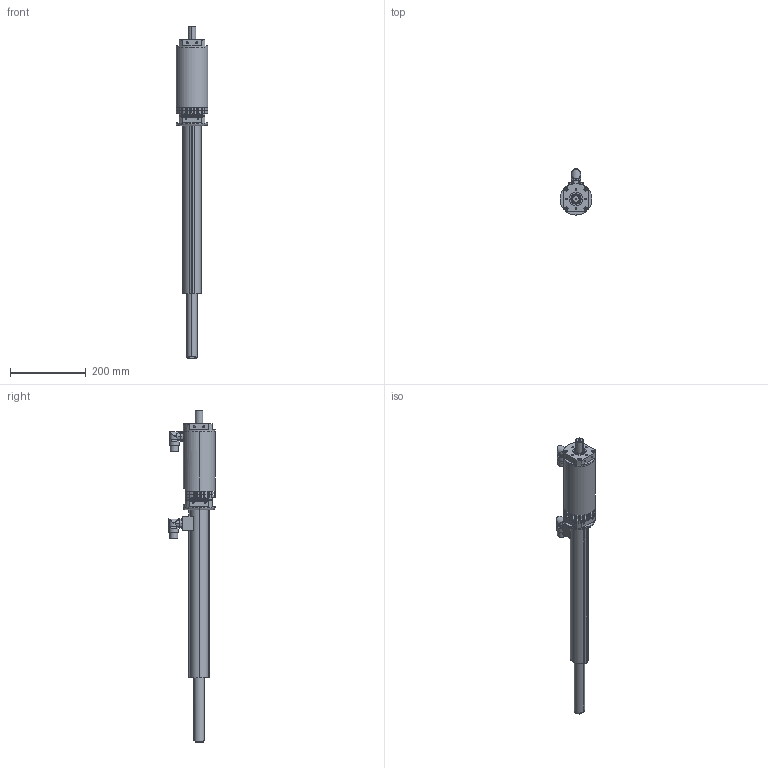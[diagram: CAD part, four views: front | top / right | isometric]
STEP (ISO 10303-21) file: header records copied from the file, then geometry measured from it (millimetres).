
FILE_DESCRIPTION (( 'STEP AP214' ), '1' );
FILE_NAME ('0186-0703_170515_PR01-84x80-C!48x360F-C-150-L.STEP', '2017-05-15T13:19:09', ( 'mittelholzer' ), ( 'Microsoft' ), 'SwSTEP 2.0', 'SolidWorks 2017', '' );
FILE_SCHEMA (( 'AUTOMOTIVE_DESIGN' ));
Length unit declared in the file: millimetre
Products named in the file (3): Läufer-Drehwelle-360-150-L; Stator-PR01-84x80-C!48x360F-C-150; 0186-0703_170515_PR01-84x80-C!48x360F-C-150-L
Assembly tree (2 placements, depth 2):
  0186-0703_170515_PR01-84x80-C!48x360F-C-150-L
    Stator-PR01-84x80-C!48x360F-C-150
    Läufer-Drehwelle-360-150-L
Bounding box: 84 x 121.9 x 878.6 mm (x, y, z)
Volume: 2132058.4 mm3; surface area: 367294.9 mm2
Topology: 25 solids, 25 shells, 1338 faces, 3285 edges, 2012 vertices
Faces by surface type: cylinder 567, plane 456, cone 156, torus 103, bspline 44, sphere 12
Entity records: 57987 total; most frequent: CARTESIAN_POINT 11691, DIRECTION 6733, ORIENTED_EDGE 6380, EDGE_CURVE 3190, AXIS2_PLACEMENT_3D 2687, VERTEX_POINT 2012, EDGE_LOOP 1494, CIRCLE 1388
